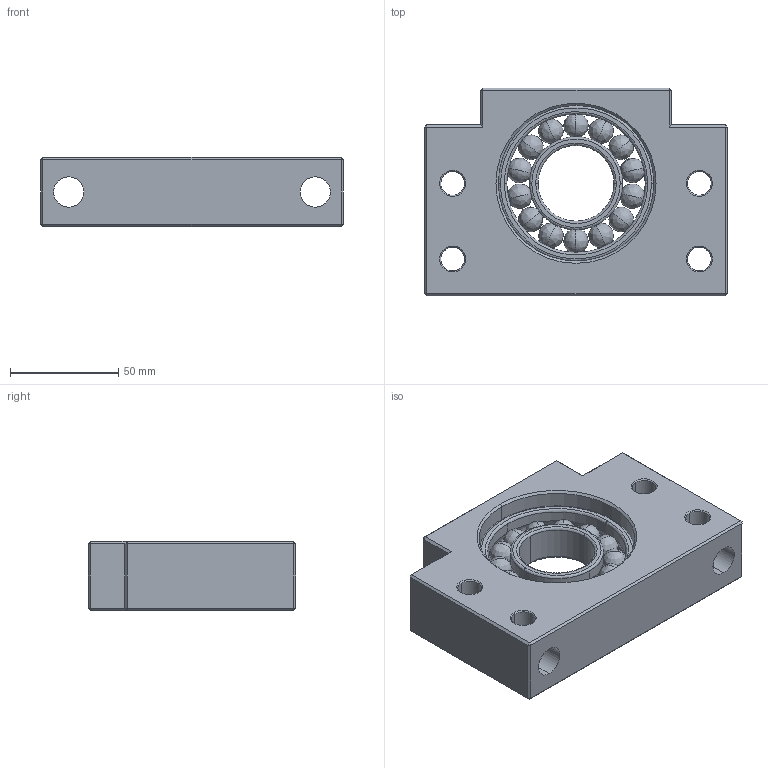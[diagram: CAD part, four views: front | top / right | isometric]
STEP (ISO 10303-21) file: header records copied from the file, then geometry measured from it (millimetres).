
FILE_DESCRIPTION (( 'STEP AP203' ), '1' );
FILE_NAME ('BF35.STEP', '2017-05-04T12:08:12', ( 'User' ), ( '' ), 'SwSTEP 2.0', 'SolidWorks 2015', '' );
FILE_SCHEMA (( 'CONFIG_CONTROL_DESIGN' ));
Length unit declared in the file: millimetre
Products named in the file (1): BF35
Bounding box: 140 x 96 x 32 mm (x, y, z)
Volume: 268041.1 mm3; surface area: 65677.9 mm2
Topology: 17 solids, 17 shells, 162 faces, 424 edges, 234 vertices
Faces by surface type: plane 50, bspline 50, cylinder 38, cone 24
Entity records: 6193 total; most frequent: CARTESIAN_POINT 2673, ORIENTED_EDGE 736, DIRECTION 682, EDGE_CURVE 368, AXIS2_PLACEMENT_3D 263, VERTEX_POINT 234, EDGE_LOOP 182, ADVANCED_FACE 162
